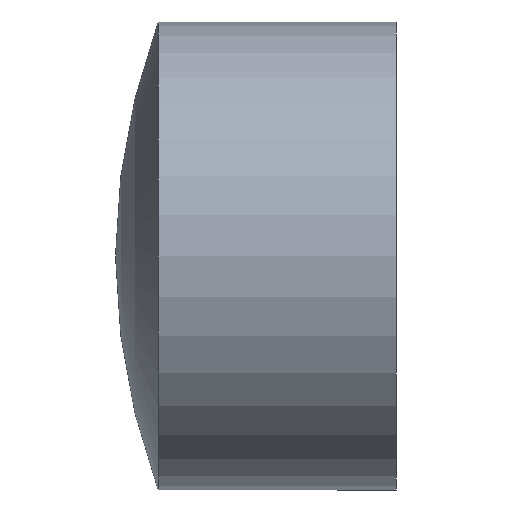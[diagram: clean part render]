
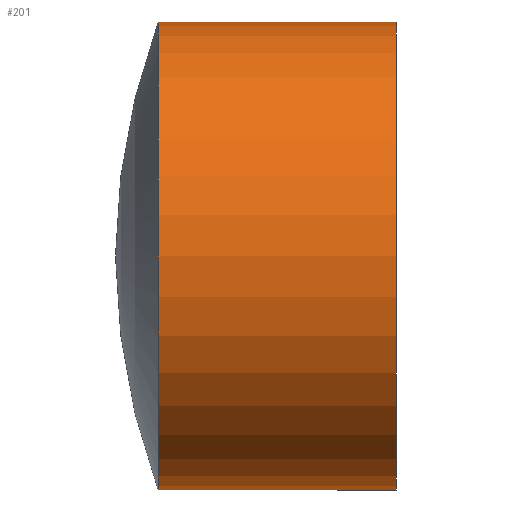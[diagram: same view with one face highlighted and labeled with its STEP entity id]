
A CAD part, left-side view. The second image highlights one B-rep face of the part: STEP entity #201.
In plain terms, the highlighted cylindrical face has radius 225 mm (diameter 450 mm), a partial arc.
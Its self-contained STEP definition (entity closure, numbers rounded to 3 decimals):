
#2 = DIRECTION ( 'NONE',  ( 0., 0., -1. ) ) ;
#13 = ORIENTED_EDGE ( 'NONE', *, *, #166, .F. ) ;
#14 = DIRECTION ( 'NONE',  ( 0., -1., 0. ) ) ;
#17 = CARTESIAN_POINT ( 'NONE',  ( 0., 0., 225. ) ) ;
#23 = VECTOR ( 'NONE', #297, 1000. ) ;
#24 = CIRCLE ( 'NONE', #247, 225. ) ;
#26 = VERTEX_POINT ( 'NONE', #228 ) ;
#30 = VERTEX_POINT ( 'NONE', #17 ) ;
#36 = ORIENTED_EDGE ( 'NONE', *, *, #54, .T. ) ;
#43 = DIRECTION ( 'NONE',  ( 0., 0., -1. ) ) ;
#49 = CARTESIAN_POINT ( 'NONE',  ( 0., 229.283, 225. ) ) ;
#54 = EDGE_CURVE ( 'NONE', #287, #26, #71, .T. ) ;
#60 = CIRCLE ( 'NONE', #145, 225. ) ;
#70 = EDGE_LOOP ( 'NONE', ( #180, #267, #36, #13 ) ) ;
#71 = LINE ( 'NONE', #229, #23 ) ;
#72 = EDGE_CURVE ( 'NONE', #212, #287, #60, .T. ) ;
#99 = CYLINDRICAL_SURFACE ( 'NONE', #171, 225. ) ;
#119 = LINE ( 'NONE', #237, #176 ) ;
#121 = DIRECTION ( 'NONE',  ( 0., -1., 0. ) ) ;
#145 = AXIS2_PLACEMENT_3D ( 'NONE', #230, #14, #299 ) ;
#166 = EDGE_CURVE ( 'NONE', #30, #26, #24, .T. ) ;
#171 = AXIS2_PLACEMENT_3D ( 'NONE', #306, #121, #2 ) ;
#176 = VECTOR ( 'NONE', #193, 1000. ) ;
#180 = ORIENTED_EDGE ( 'NONE', *, *, #305, .F. ) ;
#193 = DIRECTION ( 'NONE',  ( 0., -1., 0. ) ) ;
#201 = ADVANCED_FACE ( 'NONE', ( #279 ), #99, .T. ) ;
#212 = VERTEX_POINT ( 'NONE', #49 ) ;
#221 = CARTESIAN_POINT ( 'NONE',  ( 0., 229.283, -225. ) ) ;
#228 = CARTESIAN_POINT ( 'NONE',  ( 0., 0., -225. ) ) ;
#229 = CARTESIAN_POINT ( 'NONE',  ( 0., 0., -225. ) ) ;
#230 = CARTESIAN_POINT ( 'NONE',  ( 0., 229.283, 0. ) ) ;
#237 = CARTESIAN_POINT ( 'NONE',  ( 0., 0., 225. ) ) ;
#247 = AXIS2_PLACEMENT_3D ( 'NONE', #275, #257, #43 ) ;
#257 = DIRECTION ( 'NONE',  ( 0., -1., 0. ) ) ;
#267 = ORIENTED_EDGE ( 'NONE', *, *, #72, .T. ) ;
#275 = CARTESIAN_POINT ( 'NONE',  ( 0., 0., 0. ) ) ;
#279 = FACE_OUTER_BOUND ( 'NONE', #70, .T. ) ;
#287 = VERTEX_POINT ( 'NONE', #221 ) ;
#297 = DIRECTION ( 'NONE',  ( 0., -1., 0. ) ) ;
#299 = DIRECTION ( 'NONE',  ( 0., 0., -1. ) ) ;
#305 = EDGE_CURVE ( 'NONE', #212, #30, #119, .T. ) ;
#306 = CARTESIAN_POINT ( 'NONE',  ( 0., 0., 0. ) ) ;
